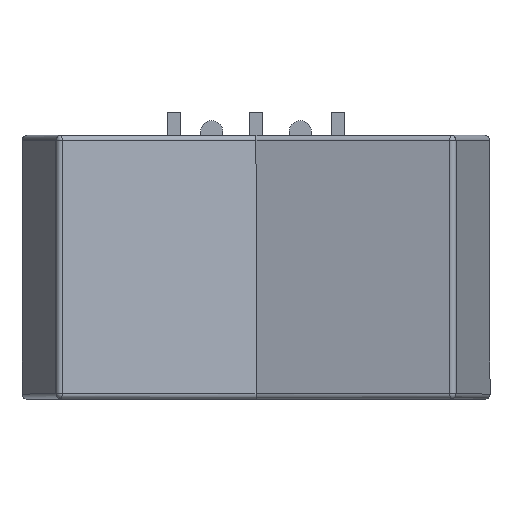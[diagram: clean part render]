
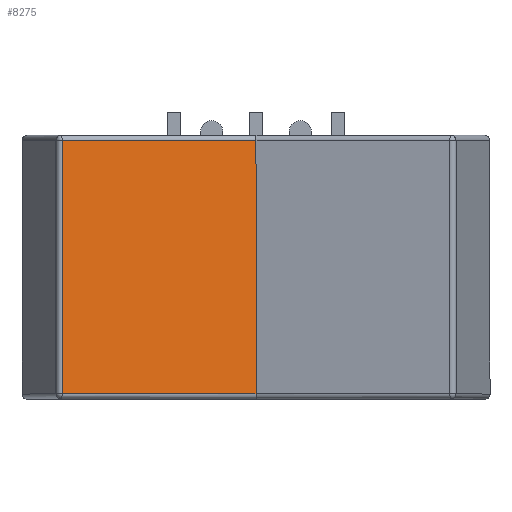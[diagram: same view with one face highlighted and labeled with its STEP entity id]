
A CAD part, top view. The second image highlights one B-rep face of the part: STEP entity #8275.
In plain terms, the highlighted planar face has unit normal (0.216, 0, 0.976).
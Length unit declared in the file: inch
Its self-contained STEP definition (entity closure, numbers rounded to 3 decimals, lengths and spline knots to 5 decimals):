
#54=PLANE('',#8807);
#520=FACE_OUTER_BOUND('',#1003,.T.);
#1003=EDGE_LOOP('',(#5724,#5725,#5726,#5727));
#1499=LINE('',#12016,#2479);
#1501=LINE('',#12020,#2481);
#1504=LINE('',#12026,#2484);
#1515=LINE('',#12052,#2495);
#2479=VECTOR('',#9574,0.3937);
#2481=VECTOR('',#9578,0.3937);
#2484=VECTOR('',#9585,0.3937);
#2495=VECTOR('',#9614,0.3937);
#3636=VERTEX_POINT('',#11983);
#3643=VERTEX_POINT('',#11999);
#3644=VERTEX_POINT('',#12003);
#3649=VERTEX_POINT('',#12019);
#4442=EDGE_CURVE('',#3644,#3643,#1499,.T.);
#4444=EDGE_CURVE('',#3649,#3644,#1501,.T.);
#4448=EDGE_CURVE('',#3643,#3636,#1504,.T.);
#4462=EDGE_CURVE('',#3636,#3649,#1515,.T.);
#5724=ORIENTED_EDGE('',*,*,#4448,.F.);
#5725=ORIENTED_EDGE('',*,*,#4442,.F.);
#5726=ORIENTED_EDGE('',*,*,#4444,.F.);
#5727=ORIENTED_EDGE('',*,*,#4462,.F.);
#8275=ADVANCED_FACE('',(#520),#54,.T.);
#8807=AXIS2_PLACEMENT_3D('',#12051,#9612,#9613);
#9574=DIRECTION('',(0.,1.,0.));
#9578=DIRECTION('',(-0.976,0.,0.216));
#9585=DIRECTION('',(0.976,0.,-0.216));
#9612=DIRECTION('center_axis',(0.216,0.,0.976));
#9613=DIRECTION('ref_axis',(0.,-1.,0.));
#9614=DIRECTION('',(0.,-1.,0.));
#11983=CARTESIAN_POINT('',(0.,0.28563,0.77509));
#11999=CARTESIAN_POINT('',(-0.43706,0.28563,0.87199));
#12003=CARTESIAN_POINT('',(-0.43706,-0.28563,0.87199));
#12016=CARTESIAN_POINT('',(-0.43706,0.,0.87199));
#12019=CARTESIAN_POINT('',(0.,-0.28563,0.77509));
#12020=CARTESIAN_POINT('',(-0.21286,-0.28563,0.82228));
#12026=CARTESIAN_POINT('',(-0.21286,0.28563,0.82228));
#12051=CARTESIAN_POINT('Origin',(-0.44823,0.,
0.87446));
#12052=CARTESIAN_POINT('',(0.,0.,0.77509));
